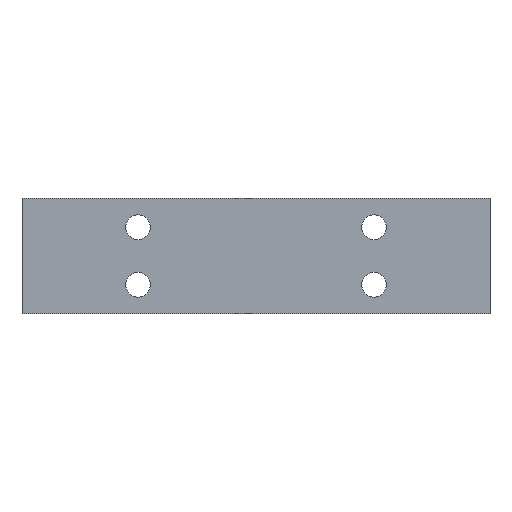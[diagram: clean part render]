
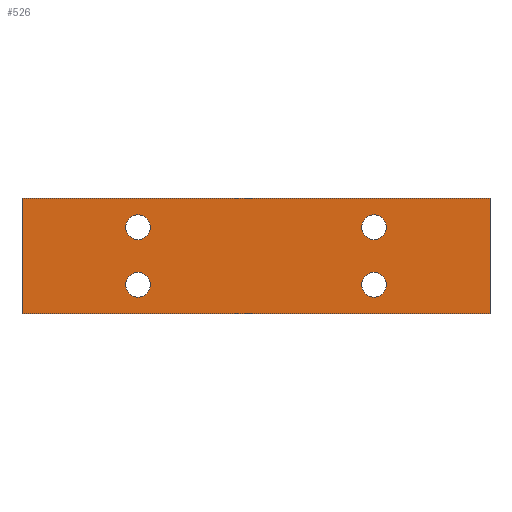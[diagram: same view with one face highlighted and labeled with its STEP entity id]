
A CAD part, front view. The second image highlights one B-rep face of the part: STEP entity #526.
In plain terms, the highlighted planar face has unit normal (0, -1, 0).
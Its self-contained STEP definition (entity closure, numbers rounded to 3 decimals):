
#27=FACE_BOUND('',#95,.T.);
#28=FACE_BOUND('',#96,.T.);
#29=FACE_BOUND('',#97,.T.);
#30=FACE_BOUND('',#98,.T.);
#35=CIRCLE('',#568,2.15);
#36=CIRCLE('',#570,2.15);
#37=CIRCLE('',#572,2.15);
#38=CIRCLE('',#574,2.15);
#64=FACE_OUTER_BOUND('',#94,.T.);
#94=EDGE_LOOP('',(#471,#472,#473,#474));
#95=EDGE_LOOP('',(#475));
#96=EDGE_LOOP('',(#476));
#97=EDGE_LOOP('',(#477));
#98=EDGE_LOOP('',(#478));
#116=LINE('',#753,#178);
#143=LINE('',#808,#205);
#152=LINE('',#823,#214);
#155=LINE('',#828,#217);
#178=VECTOR('',#608,10.);
#205=VECTOR('',#647,10.);
#214=VECTOR('',#668,10.);
#217=VECTOR('',#675,10.);
#237=VERTEX_POINT('',#750);
#238=VERTEX_POINT('',#752);
#259=VERTEX_POINT('',#805);
#260=VERTEX_POINT('',#807);
#265=VERTEX_POINT('',#841);
#266=VERTEX_POINT('',#845);
#267=VERTEX_POINT('',#849);
#268=VERTEX_POINT('',#853);
#286=EDGE_CURVE('',#237,#238,#116,.T.);
#313=EDGE_CURVE('',#259,#260,#143,.T.);
#322=EDGE_CURVE('',#260,#237,#152,.T.);
#325=EDGE_CURVE('',#259,#238,#155,.T.);
#331=EDGE_CURVE('',#265,#265,#35,.T.);
#333=EDGE_CURVE('',#266,#266,#36,.T.);
#335=EDGE_CURVE('',#267,#267,#37,.T.);
#337=EDGE_CURVE('',#268,#268,#38,.T.);
#471=ORIENTED_EDGE('',*,*,#322,.F.);
#472=ORIENTED_EDGE('',*,*,#313,.F.);
#473=ORIENTED_EDGE('',*,*,#325,.T.);
#474=ORIENTED_EDGE('',*,*,#286,.F.);
#475=ORIENTED_EDGE('',*,*,#331,.T.);
#476=ORIENTED_EDGE('',*,*,#333,.T.);
#477=ORIENTED_EDGE('',*,*,#335,.T.);
#478=ORIENTED_EDGE('',*,*,#337,.T.);
#500=PLANE('',#575);
#526=ADVANCED_FACE('',(#64,#27,#28,#29,#30),#500,.T.);
#568=AXIS2_PLACEMENT_3D('',#842,#691,#692);
#570=AXIS2_PLACEMENT_3D('',#846,#696,#697);
#572=AXIS2_PLACEMENT_3D('',#850,#701,#702);
#574=AXIS2_PLACEMENT_3D('',#854,#706,#707);
#575=AXIS2_PLACEMENT_3D('',#856,#709,#710);
#608=DIRECTION('',(0.,0.,1.));
#647=DIRECTION('',(0.,0.,-1.));
#668=DIRECTION('',(-1.,0.,0.));
#675=DIRECTION('',(-1.,0.,0.));
#691=DIRECTION('center_axis',(0.,1.,0.));
#692=DIRECTION('ref_axis',(-1.,0.,0.));
#696=DIRECTION('center_axis',(0.,1.,0.));
#697=DIRECTION('ref_axis',(-1.,0.,0.));
#701=DIRECTION('center_axis',(0.,1.,0.));
#702=DIRECTION('ref_axis',(-1.,0.,0.));
#706=DIRECTION('center_axis',(0.,1.,0.));
#707=DIRECTION('ref_axis',(-1.,0.,0.));
#709=DIRECTION('center_axis',(0.,-1.,0.));
#710=DIRECTION('ref_axis',(0.,0.,-1.));
#750=CARTESIAN_POINT('',(-13.15,51.051,-35.));
#752=CARTESIAN_POINT('',(-13.15,51.051,-15.));
#753=CARTESIAN_POINT('',(-13.15,51.051,-15.));
#805=CARTESIAN_POINT('',(68.15,51.051,-15.));
#807=CARTESIAN_POINT('',(68.15,51.051,-35.));
#808=CARTESIAN_POINT('',(68.15,51.051,-35.));
#823=CARTESIAN_POINT('',(0.,51.051,-35.));
#828=CARTESIAN_POINT('',(0.,51.051,-15.));
#841=CARTESIAN_POINT('',(9.15,51.051,-30.));
#842=CARTESIAN_POINT('Origin',(7.,51.051,-30.));
#845=CARTESIAN_POINT('',(9.15,51.051,-20.));
#846=CARTESIAN_POINT('Origin',(7.,51.051,-20.));
#849=CARTESIAN_POINT('',(50.15,51.051,-30.));
#850=CARTESIAN_POINT('Origin',(48.,51.051,-30.));
#853=CARTESIAN_POINT('',(50.15,51.051,-20.));
#854=CARTESIAN_POINT('Origin',(48.,51.051,-20.));
#856=CARTESIAN_POINT('Origin',(55.,51.051,-15.));
